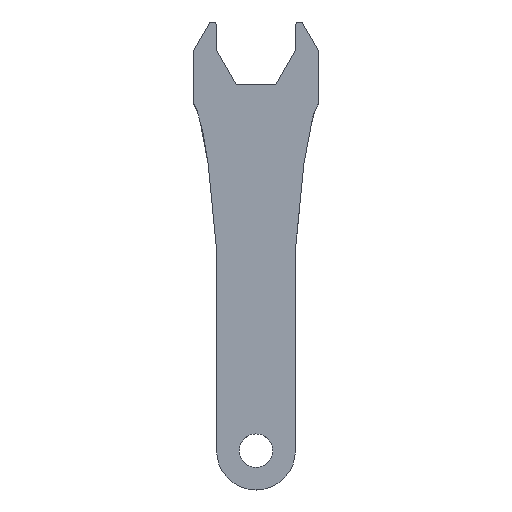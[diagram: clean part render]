
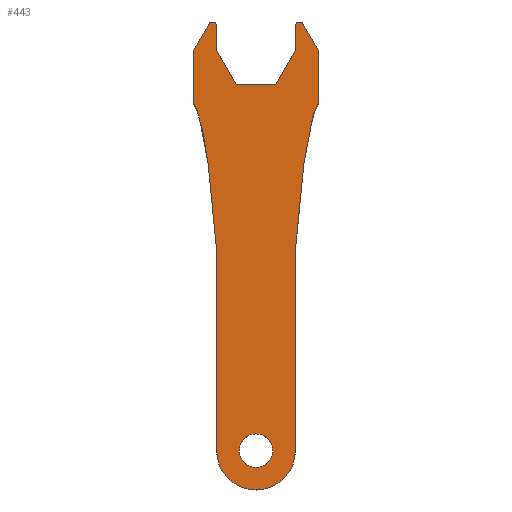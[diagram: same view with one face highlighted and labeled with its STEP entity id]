
A CAD part, top view. The second image highlights one B-rep face of the part: STEP entity #443.
In plain terms, the highlighted planar face has unit normal (0, 0, 1).
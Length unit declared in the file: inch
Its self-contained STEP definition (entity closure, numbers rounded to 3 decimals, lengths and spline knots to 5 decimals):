
#20=FACE_BOUND('',#93,.T.);
#23=(
BOUNDED_CURVE()
B_SPLINE_CURVE(5,(#796,#797,#798,#799,#800,#801,#802,#803,#804,#805,#806,
#807,#808,#809,#810),.UNSPECIFIED.,.F.,.F.)
B_SPLINE_CURVE_WITH_KNOTS((6,1,1,1,1,1,1,1,1,1,6),(0.02079,0.1,
0.2,0.3,0.4,0.5,0.6,0.7,0.8,0.9,1.),.UNSPECIFIED.)
CURVE()
GEOMETRIC_REPRESENTATION_ITEM()
RATIONAL_B_SPLINE_CURVE((1.,1.,1.,1.,1.,1.,1.,1.,1.,1.,1.,1.,1.,1.,1.))
REPRESENTATION_ITEM('')
);
#24=(
BOUNDED_CURVE()
B_SPLINE_CURVE(5,(#860,#861,#862,#863,#864,#865,#866,#867,#868,#869,#870,
#871,#872,#873,#874),.UNSPECIFIED.,.F.,.F.)
B_SPLINE_CURVE_WITH_KNOTS((6,1,1,1,1,1,1,1,1,1,6),(-1.,-0.9,-0.8,-0.7,-0.6,
-0.5,-0.4,-0.3,-0.2,-0.1,-0.02079),.UNSPECIFIED.)
CURVE()
GEOMETRIC_REPRESENTATION_ITEM()
RATIONAL_B_SPLINE_CURVE((1.,1.,1.,1.,1.,1.,1.,1.,1.,1.,1.,1.,1.,1.,1.))
REPRESENTATION_ITEM('')
);
#28=B_SPLINE_CURVE_WITH_KNOTS('',3,(#700,#701,#702,#703),.UNSPECIFIED.,
 .F.,.F.,(4,4),(0.,0.08751),.UNSPECIFIED.);
#31=B_SPLINE_CURVE_WITH_KNOTS('',3,(#756,#757,#758,#759),.UNSPECIFIED.,
 .F.,.F.,(4,4),(0.,0.08751),.UNSPECIFIED.);
#45=PLANE('',#488);
#68=FACE_OUTER_BOUND('',#92,.T.);
#92=EDGE_LOOP('',(#394,#395,#396,#397,#398,#399,#400,#401,#402,#403,#404,
#405,#406,#407,#408,#409,#410,#411,#412,#413));
#93=EDGE_LOOP('',(#414));
#107=LINE('',#678,#146);
#111=LINE('',#717,#150);
#115=LINE('',#727,#154);
#117=LINE('',#738,#156);
#121=LINE('',#819,#160);
#123=LINE('',#823,#162);
#125=LINE('',#826,#164);
#126=LINE('',#828,#165);
#128=LINE('',#878,#167);
#131=LINE('',#885,#170);
#132=LINE('',#887,#171);
#146=VECTOR('',#524,0.3937);
#150=VECTOR('',#534,0.3937);
#154=VECTOR('',#544,0.3937);
#156=VECTOR('',#552,0.3937);
#160=VECTOR('',#562,0.3937);
#162=VECTOR('',#566,0.3937);
#164=VECTOR('',#570,0.3937);
#165=VECTOR('',#573,0.3937);
#167=VECTOR('',#577,0.3937);
#170=VECTOR('',#586,0.3937);
#171=VECTOR('',#589,0.3937);
#172=CIRCLE('',#459,0.0625);
#179=CIRCLE('',#469,0.0625);
#180=CIRCLE('',#472,0.0625);
#181=CIRCLE('',#475,0.0625);
#182=CIRCLE('',#478,0.25);
#183=CIRCLE('',#485,0.59099);
#184=VERTEX_POINT('',#594);
#185=VERTEX_POINT('',#595);
#207=VERTEX_POINT('',#677);
#208=VERTEX_POINT('',#699);
#209=VERTEX_POINT('',#709);
#210=VERTEX_POINT('',#710);
#211=VERTEX_POINT('',#715);
#212=VERTEX_POINT('',#719);
#213=VERTEX_POINT('',#720);
#214=VERTEX_POINT('',#725);
#215=VERTEX_POINT('',#729);
#216=VERTEX_POINT('',#733);
#217=VERTEX_POINT('',#755);
#218=VERTEX_POINT('',#794);
#219=VERTEX_POINT('',#812);
#220=VERTEX_POINT('',#816);
#221=VERTEX_POINT('',#818);
#222=VERTEX_POINT('',#822);
#223=VERTEX_POINT('',#859);
#224=VERTEX_POINT('',#877);
#225=VERTEX_POINT('',#881);
#226=EDGE_CURVE('',#184,#185,#172,.T.);
#250=EDGE_CURVE('',#207,#185,#107,.T.);
#252=EDGE_CURVE('',#207,#208,#28,.T.);
#254=EDGE_CURVE('',#209,#210,#179,.T.);
#258=EDGE_CURVE('',#209,#211,#111,.T.);
#259=EDGE_CURVE('',#212,#213,#180,.T.);
#263=EDGE_CURVE('',#212,#214,#115,.T.);
#264=EDGE_CURVE('',#215,#214,#181,.T.);
#267=EDGE_CURVE('',#215,#216,#117,.T.);
#268=EDGE_CURVE('',#217,#216,#31,.T.);
#271=EDGE_CURVE('',#217,#218,#23,.T.);
#272=EDGE_CURVE('',#219,#219,#182,.T.);
#275=EDGE_CURVE('',#221,#220,#121,.T.);
#277=EDGE_CURVE('',#222,#221,#123,.T.);
#279=EDGE_CURVE('',#211,#222,#125,.T.);
#280=EDGE_CURVE('',#184,#210,#126,.T.);
#281=EDGE_CURVE('',#223,#208,#24,.T.);
#283=EDGE_CURVE('',#224,#223,#128,.T.);
#285=EDGE_CURVE('',#225,#224,#183,.T.);
#287=EDGE_CURVE('',#218,#225,#131,.T.);
#288=EDGE_CURVE('',#220,#213,#132,.T.);
#394=ORIENTED_EDGE('',*,*,#226,.F.);
#395=ORIENTED_EDGE('',*,*,#280,.T.);
#396=ORIENTED_EDGE('',*,*,#254,.F.);
#397=ORIENTED_EDGE('',*,*,#258,.T.);
#398=ORIENTED_EDGE('',*,*,#279,.T.);
#399=ORIENTED_EDGE('',*,*,#277,.T.);
#400=ORIENTED_EDGE('',*,*,#275,.T.);
#401=ORIENTED_EDGE('',*,*,#288,.T.);
#402=ORIENTED_EDGE('',*,*,#259,.F.);
#403=ORIENTED_EDGE('',*,*,#263,.T.);
#404=ORIENTED_EDGE('',*,*,#264,.F.);
#405=ORIENTED_EDGE('',*,*,#267,.T.);
#406=ORIENTED_EDGE('',*,*,#268,.F.);
#407=ORIENTED_EDGE('',*,*,#271,.T.);
#408=ORIENTED_EDGE('',*,*,#287,.T.);
#409=ORIENTED_EDGE('',*,*,#285,.T.);
#410=ORIENTED_EDGE('',*,*,#283,.T.);
#411=ORIENTED_EDGE('',*,*,#281,.T.);
#412=ORIENTED_EDGE('',*,*,#252,.F.);
#413=ORIENTED_EDGE('',*,*,#250,.T.);
#414=ORIENTED_EDGE('',*,*,#272,.T.);
#443=ADVANCED_FACE('',(#68,#20),#45,.T.);
#459=AXIS2_PLACEMENT_3D('',#596,#493,#494);
#469=AXIS2_PLACEMENT_3D('',#711,#527,#528);
#472=AXIS2_PLACEMENT_3D('',#721,#537,#538);
#475=AXIS2_PLACEMENT_3D('',#730,#547,#548);
#478=AXIS2_PLACEMENT_3D('',#813,#556,#557);
#485=AXIS2_PLACEMENT_3D('',#882,#581,#582);
#488=AXIS2_PLACEMENT_3D('',#888,#590,#591);
#493=DIRECTION('center_axis',(0.,0.,-1.));
#494=DIRECTION('ref_axis',(0.966,0.259,0.));
#524=DIRECTION('',(0.,1.,0.));
#527=DIRECTION('center_axis',(0.,0.,-1.));
#528=DIRECTION('ref_axis',(-0.259,0.966,0.));
#534=DIRECTION('',(0.,-1.,0.));
#537=DIRECTION('center_axis',(0.,0.,-1.));
#538=DIRECTION('ref_axis',(0.259,0.966,0.));
#544=DIRECTION('',(-0.5,-0.866,0.));
#547=DIRECTION('center_axis',(0.,0.,-1.));
#548=DIRECTION('ref_axis',(-0.966,0.259,0.));
#552=DIRECTION('',(0.,-1.,0.));
#556=DIRECTION('center_axis',(0.,0.,-1.));
#557=DIRECTION('ref_axis',(1.,0.,0.));
#562=DIRECTION('',(-0.5,0.866,0.));
#566=DIRECTION('',(-1.,0.,0.));
#570=DIRECTION('',(-0.5,-0.866,0.));
#573=DIRECTION('',(-0.5,0.866,0.));
#577=DIRECTION('',(0.,1.,0.));
#581=DIRECTION('center_axis',(0.,0.,1.));
#582=DIRECTION('ref_axis',(-1.,0.,0.));
#586=DIRECTION('',(0.,-1.,0.));
#589=DIRECTION('',(0.,1.,0.));
#590=DIRECTION('center_axis',(0.,0.,1.));
#591=DIRECTION('ref_axis',(1.,0.,0.));
#594=CARTESIAN_POINT('',(0.92903,6.0145,0.0625));
#595=CARTESIAN_POINT('',(0.9374,5.98325,0.0625));
#596=CARTESIAN_POINT('Origin',(0.8749,5.98325,0.0625));
#677=CARTESIAN_POINT('',(0.9374,5.2184,0.0625));
#678=CARTESIAN_POINT('',(0.9374,6.,0.0625));
#699=CARTESIAN_POINT('',(0.92817,5.18571,0.0625));
#700=CARTESIAN_POINT('Ctrl Pts',(0.9374,5.2184,0.0625));
#701=CARTESIAN_POINT('Ctrl Pts',(0.9374,5.20693,0.0625));
#702=CARTESIAN_POINT('Ctrl Pts',(0.93417,5.19549,0.0625));
#703=CARTESIAN_POINT('Ctrl Pts',(0.92817,5.18571,0.0625));
#709=CARTESIAN_POINT('',(0.59099,6.36675,0.0625));
#710=CARTESIAN_POINT('',(0.70762,6.398,0.0625));
#711=CARTESIAN_POINT('Origin',(0.65349,6.36675,0.0625));
#715=CARTESIAN_POINT('',(0.59099,6.,0.0625));
#717=CARTESIAN_POINT('',(0.59099,6.,0.0625));
#719=CARTESIAN_POINT('',(-0.70762,6.398,0.0625));
#720=CARTESIAN_POINT('',(-0.59099,6.36675,0.0625));
#721=CARTESIAN_POINT('Origin',(-0.65349,6.36675,0.0625));
#725=CARTESIAN_POINT('',(-0.92903,6.0145,0.0625));
#727=CARTESIAN_POINT('',(-0.59099,6.6,0.0625));
#729=CARTESIAN_POINT('',(-0.9374,5.98325,0.0625));
#730=CARTESIAN_POINT('Origin',(-0.8749,5.98325,0.0625));
#733=CARTESIAN_POINT('',(-0.9374,5.2184,0.0625));
#738=CARTESIAN_POINT('',(-0.9374,6.,0.0625));
#755=CARTESIAN_POINT('',(-0.92817,5.18571,0.0625));
#756=CARTESIAN_POINT('Ctrl Pts',(-0.92817,5.18571,0.0625));
#757=CARTESIAN_POINT('Ctrl Pts',(-0.93417,5.19549,0.0625));
#758=CARTESIAN_POINT('Ctrl Pts',(-0.9374,5.20693,0.0625));
#759=CARTESIAN_POINT('Ctrl Pts',(-0.9374,5.2184,0.0625));
#794=CARTESIAN_POINT('',(-0.59099,3.00702,0.0625));
#796=CARTESIAN_POINT('Ctrl Pts',(-0.92817,5.18571,0.0625));
#797=CARTESIAN_POINT('Ctrl Pts',(-0.92117,5.17431,0.0625));
#798=CARTESIAN_POINT('Ctrl Pts',(-0.90548,5.14626,0.0625));
#799=CARTESIAN_POINT('Ctrl Pts',(-0.88154,5.09464,0.0625));
#800=CARTESIAN_POINT('Ctrl Pts',(-0.85014,5.00752,0.0625));
#801=CARTESIAN_POINT('Ctrl Pts',(-0.81243,4.86696,0.0625));
#802=CARTESIAN_POINT('Ctrl Pts',(-0.77533,4.68562,0.0625));
#803=CARTESIAN_POINT('Ctrl Pts',(-0.74039,4.47088,0.0625));
#804=CARTESIAN_POINT('Ctrl Pts',(-0.70741,4.22602,0.0625));
#805=CARTESIAN_POINT('Ctrl Pts',(-0.67614,3.9547,0.0625));
#806=CARTESIAN_POINT('Ctrl Pts',(-0.64636,3.66032,0.0625));
#807=CARTESIAN_POINT('Ctrl Pts',(-0.6236,3.40842,0.0625));
#808=CARTESIAN_POINT('Ctrl Pts',(-0.60708,3.21098,0.0625));
#809=CARTESIAN_POINT('Ctrl Pts',(-0.59631,3.07563,0.0625));
#810=CARTESIAN_POINT('Ctrl Pts',(-0.59099,3.00702,0.0625));
#812=CARTESIAN_POINT('',(-0.25,0.,0.0625));
#813=CARTESIAN_POINT('Origin',(0.,0.,0.0625));
#816=CARTESIAN_POINT('',(-0.59099,6.,0.0625));
#818=CARTESIAN_POINT('',(-0.29549,5.48819,0.0625));
#819=CARTESIAN_POINT('',(-0.59099,6.,0.0625));
#822=CARTESIAN_POINT('',(0.29549,5.48819,0.0625));
#823=CARTESIAN_POINT('',(-0.29549,5.48819,0.0625));
#826=CARTESIAN_POINT('',(0.29549,5.48819,0.0625));
#828=CARTESIAN_POINT('',(0.59099,6.6,0.0625));
#859=CARTESIAN_POINT('',(0.59099,3.00702,0.0625));
#860=CARTESIAN_POINT('Ctrl Pts',(0.59099,3.00702,0.0625));
#861=CARTESIAN_POINT('Ctrl Pts',(0.59631,3.07563,0.0625));
#862=CARTESIAN_POINT('Ctrl Pts',(0.60708,3.21098,0.0625));
#863=CARTESIAN_POINT('Ctrl Pts',(0.6236,3.40842,0.0625));
#864=CARTESIAN_POINT('Ctrl Pts',(0.64636,3.66032,0.0625));
#865=CARTESIAN_POINT('Ctrl Pts',(0.67614,3.9547,0.0625));
#866=CARTESIAN_POINT('Ctrl Pts',(0.70741,4.22602,0.0625));
#867=CARTESIAN_POINT('Ctrl Pts',(0.74039,4.47088,0.0625));
#868=CARTESIAN_POINT('Ctrl Pts',(0.77533,4.68562,0.0625));
#869=CARTESIAN_POINT('Ctrl Pts',(0.81243,4.86696,0.0625));
#870=CARTESIAN_POINT('Ctrl Pts',(0.85014,5.00752,0.0625));
#871=CARTESIAN_POINT('Ctrl Pts',(0.88154,5.09464,0.0625));
#872=CARTESIAN_POINT('Ctrl Pts',(0.90548,5.14626,0.0625));
#873=CARTESIAN_POINT('Ctrl Pts',(0.92117,5.17431,0.0625));
#874=CARTESIAN_POINT('Ctrl Pts',(0.92817,5.18571,0.0625));
#877=CARTESIAN_POINT('',(0.59099,0.,0.0625));
#878=CARTESIAN_POINT('',(0.59099,3.00702,0.0625));
#881=CARTESIAN_POINT('',(-0.59099,0.,0.0625));
#882=CARTESIAN_POINT('Origin',(0.,0.,0.0625));
#885=CARTESIAN_POINT('',(-0.59099,3.00702,0.0625));
#887=CARTESIAN_POINT('',(-0.59099,6.,0.0625));
#888=CARTESIAN_POINT('Origin',(0.,3.00451,0.0625));
